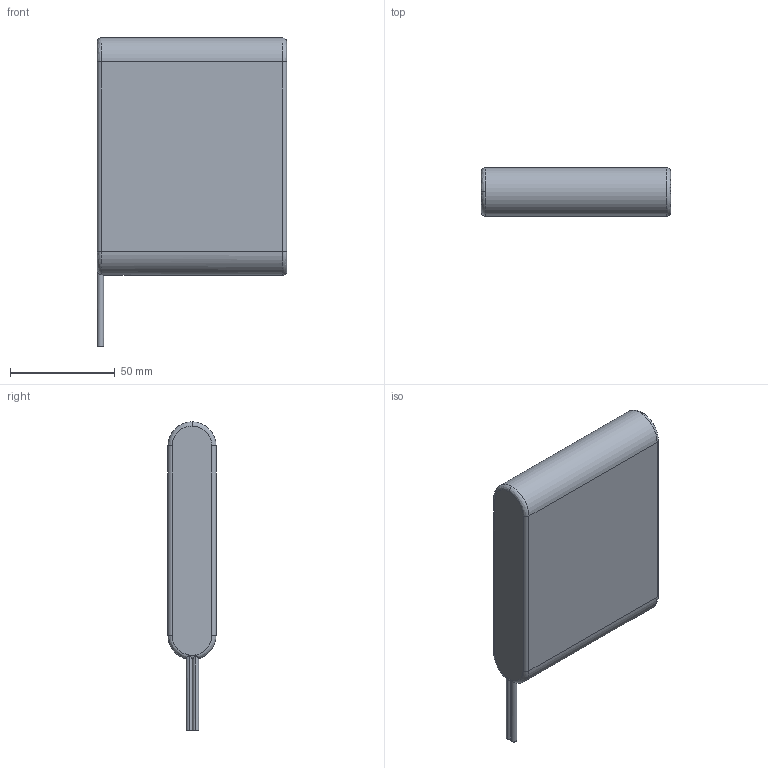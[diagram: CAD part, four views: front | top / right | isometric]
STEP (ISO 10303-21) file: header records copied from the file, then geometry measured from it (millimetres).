
FILE_DESCRIPTION (( 'STEP AP214' ), '1' );
FILE_NAME ('REV-31-1302.STEP', '2017-04-10T19:24:13', ( '' ), ( '' ), 'SwSTEP 2.0', 'SolidWorks 2016', '' );
FILE_SCHEMA (( 'AUTOMOTIVE_DESIGN' ));
Length unit declared in the file: millimetre
Products named in the file (1): REV-31-1302
Bounding box: 90.5 x 23 x 147.25 mm (x, y, z)
Volume: 226028.3 mm3; surface area: 28119.3 mm2
Topology: 1 solids, 1 shells, 26 faces, 58 edges, 34 vertices
Faces by surface type: cylinder 11, bspline 9, plane 6
Entity records: 1367 total; most frequent: CARTESIAN_POINT 546, ORIENTED_EDGE 116, DIRECTION 97, EDGE_CURVE 58, AXIS2_PLACEMENT_3D 40, VERTEX_POINT 34, UNCERTAINTY_MEASURE_WITH_UNIT 28, PRESENTATION_STYLE_ASSIGNMENT 27
